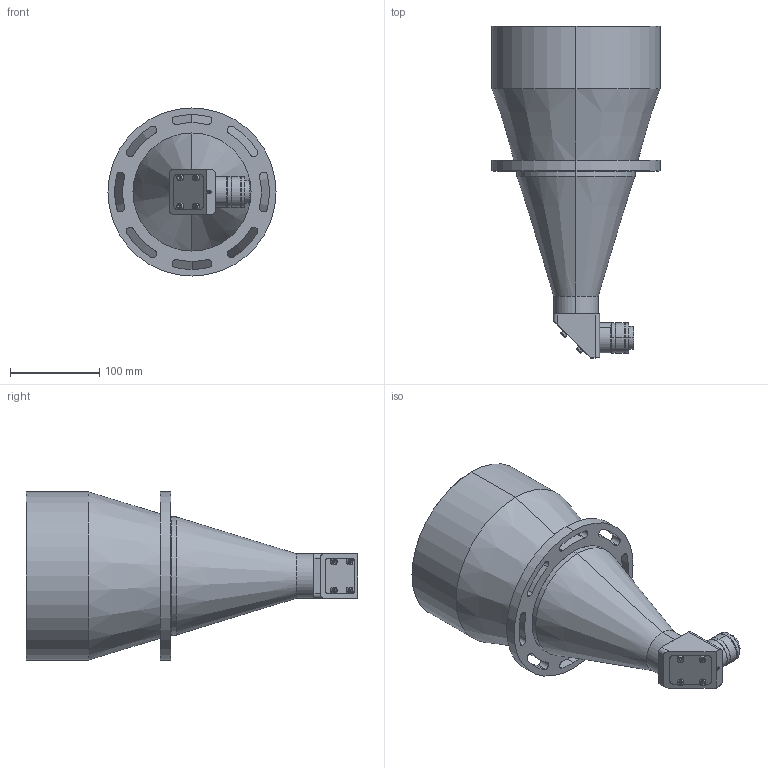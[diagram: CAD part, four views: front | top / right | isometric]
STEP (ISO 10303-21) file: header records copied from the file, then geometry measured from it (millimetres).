
FILE_DESCRIPTION (( 'STEP AP214' ), '1' );
FILE_NAME ('TTL08-155-320C.STEP', '2023-05-12T02:24:36', ( '' ), ( '' ), 'SwSTEP 2.0', 'SolidWorks 2022', '' );
FILE_SCHEMA (( 'AUTOMOTIVE_DESIGN' ));
Length unit declared in the file: millimetre
Products named in the file (1): TTL08-155-320C
Bounding box: 188 x 371.14 x 188 mm (x, y, z)
Volume: 1892318.1 mm3; surface area: 422924 mm2
Topology: 33 solids, 33 shells, 775 faces, 1770 edges, 1097 vertices
Faces by surface type: cylinder 300, plane 226, cone 189, bspline 60
Entity records: 32831 total; most frequent: CARTESIAN_POINT 6066, DIRECTION 4043, ORIENTED_EDGE 3504, EDGE_CURVE 1752, AXIS2_PLACEMENT_3D 1660, VERTEX_POINT 1097, CIRCLE 944, EDGE_LOOP 905
